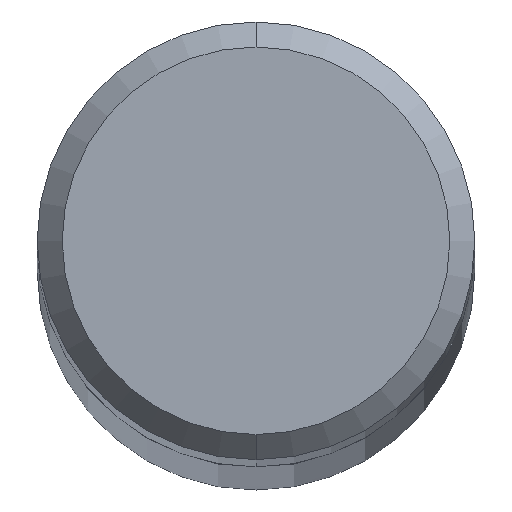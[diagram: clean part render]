
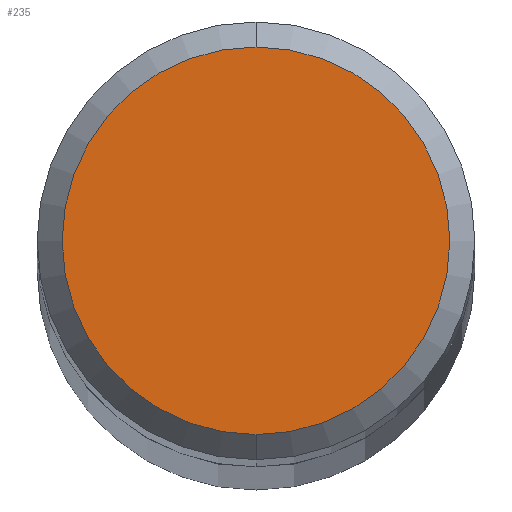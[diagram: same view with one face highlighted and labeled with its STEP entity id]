
A CAD part, top view. The second image highlights one B-rep face of the part: STEP entity #235.
In plain terms, the highlighted planar face has unit normal (0, 0, 1).
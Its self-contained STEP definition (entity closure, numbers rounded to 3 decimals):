
#189=EDGE_CURVE('',#265,#409,#468,.T.);
#235=ADVANCED_FACE('',(#519),#520,.T.);
#253=EDGE_CURVE('',#409,#265,#540,.T.);
#265=VERTEX_POINT('',#552);
#409=VERTEX_POINT('',#710);
#468=CIRCLE('',#803,3.1);
#519=FACE_OUTER_BOUND('',#905,.T.);
#520=PLANE('',#906);
#540=CIRCLE('',#959,3.1);
#552=CARTESIAN_POINT('',(0.,-3.1,0.0));
#710=CARTESIAN_POINT('',(0.0,3.1,0.0));
#803=AXIS2_PLACEMENT_3D('',#1354,#1355,#1356);
#905=EDGE_LOOP('',(#1415,#1416));
#906=AXIS2_PLACEMENT_3D('',#1417,#1418,#1419);
#959=AXIS2_PLACEMENT_3D('',#1454,#1455,#1456);
#1354=CARTESIAN_POINT('',(0.0,0.0,0.0));
#1355=DIRECTION('',(0.0,0.0,-1.0));
#1356=DIRECTION('',(0.0,1.0,0.0));
#1415=ORIENTED_EDGE('',*,*,#253,.F.);
#1416=ORIENTED_EDGE('',*,*,#189,.F.);
#1417=CARTESIAN_POINT('',(0.0,1.55,0.0));
#1418=DIRECTION('',(-0.0,0.0,1.0));
#1419=DIRECTION('',(0.0,-1.0,0.0));
#1454=CARTESIAN_POINT('',(0.0,0.0,0.0));
#1455=DIRECTION('',(0.0,0.0,-1.0));
#1456=DIRECTION('',(0.0,1.0,0.0));
